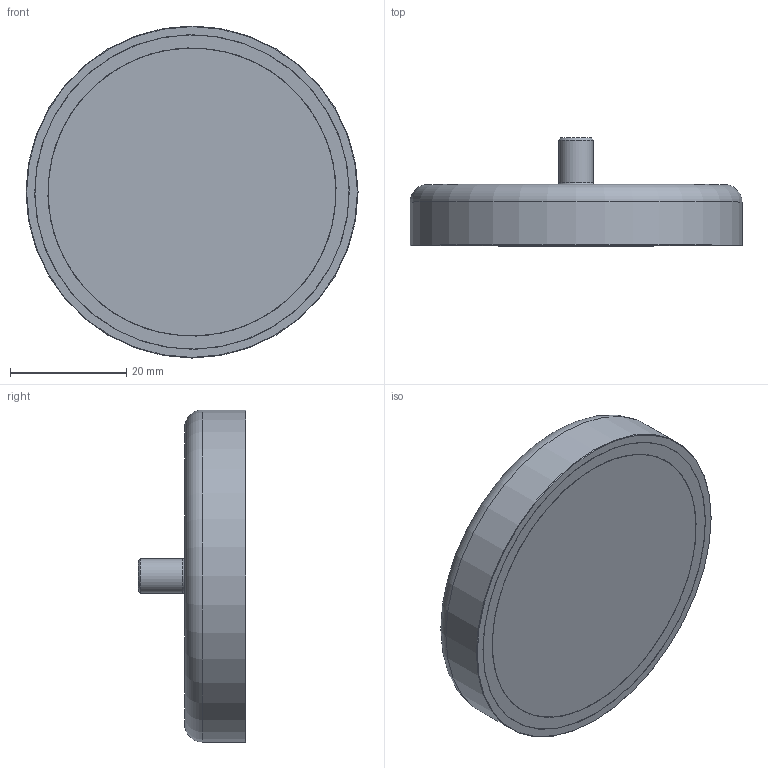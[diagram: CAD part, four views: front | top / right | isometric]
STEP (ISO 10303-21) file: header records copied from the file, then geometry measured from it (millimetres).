
FILE_DESCRIPTION(/* description */ (''),/* implementation_level */ '2;1');
FILE_NAME(/* name */ 'GM16708 -.stp',/* time_stamp */ '2019-09-27T09:06:28+02:00',/* author */ ('PV'),/* organization */ (''),/* preprocessor_version */ 'ST-DEVELOPER v17.2',/* originating_system */ 'Autodesk Inventor 2019',/* authorisation */ '');
FILE_SCHEMA (('AUTOMOTIVE_DESIGN { 1 0 10303 214 3 1 1 }'));
Length unit declared in the file: millimetre
Products named in the file (4): GM16708; E0122379; E0122380; E0122378
Assembly tree (3 placements, depth 2):
  GM16708
    E0122379
    E0122380
    E0122378
Bounding box: 57 x 18.5 x 57 mm (x, y, z)
Volume: 26680 mm3; surface area: 17095.3 mm2
Topology: 3 solids, 3 shells, 20 faces, 44 edges, 32 vertices
Faces by surface type: plane 8, cylinder 6, torus 4, cone 2
Full cylindrical faces by diameter (mm): 6 x1, 49.5 x2, 54 x2, 57 x1
Entity records: 744 total; most frequent: DIRECTION 134, CARTESIAN_POINT 103, ORIENTED_EDGE 88, AXIS2_PLACEMENT_3D 63, EDGE_CURVE 44, CIRCLE 36, VERTEX_POINT 32, EDGE_LOOP 24
